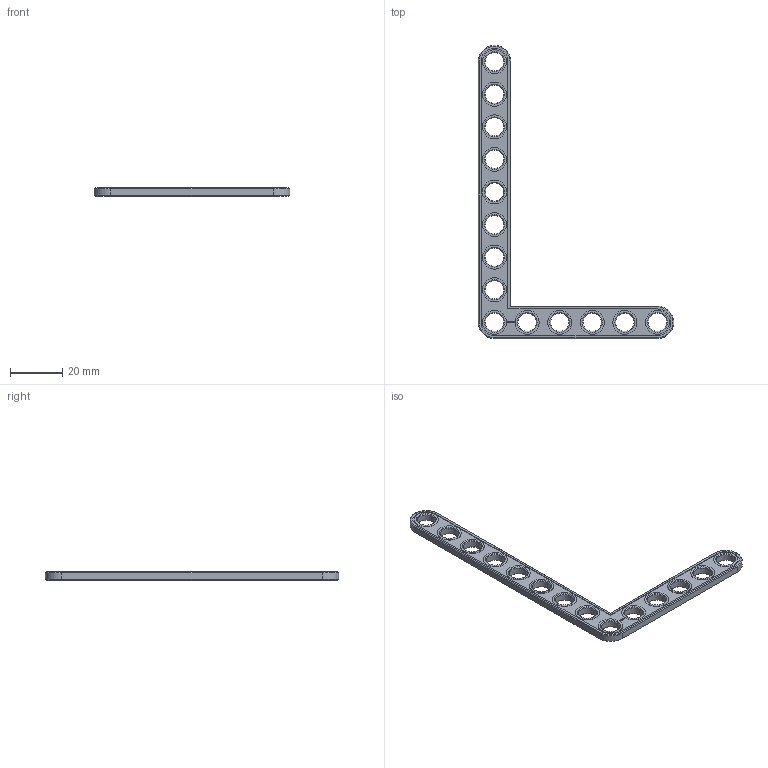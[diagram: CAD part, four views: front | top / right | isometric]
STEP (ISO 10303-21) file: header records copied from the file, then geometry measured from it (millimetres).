
FILE_DESCRIPTION(('FreeCAD Model'),'2;1');
FILE_NAME('Open CASCADE Shape Model','2022-02-09T09:59:15',( 'Paulo Kiefe'),('STEMFIE.org'),'Open CASCADE STEP processor 7.4', 'FreeCAD','Unknown');
FILE_SCHEMA(('AUTOMOTIVE_DESIGN { 1 0 10303 214 1 1 1 1 }'));
Length unit declared in the file: millimetre
Products named in the file (1): Brace_AGD_90_ASYM_ERR_BU06x09x01x00.25_-_SPN-BRC-1068_(stemfie.org)
Bounding box: 75 x 112.5 x 3.12 mm (x, y, z)
Volume: 4796.1 mm3; surface area: 5226.4 mm2
Topology: 1 solids, 1 shells, 625 faces, 1677 edges, 1104 vertices
Faces by surface type: plane 343, extrusion 214, cone 34, cylinder 34
Full cylindrical faces by diameter (mm): 7 x14, 9.2 x14
Entity records: 42884 total; most frequent: CARTESIAN_POINT 10819, DIRECTION 5073, VECTOR 3991, LINE 3777, ORIENTED_EDGE 3354, PCURVE 3354, DEFINITIONAL_REPRESENTATION 3354, EDGE_CURVE 1677
